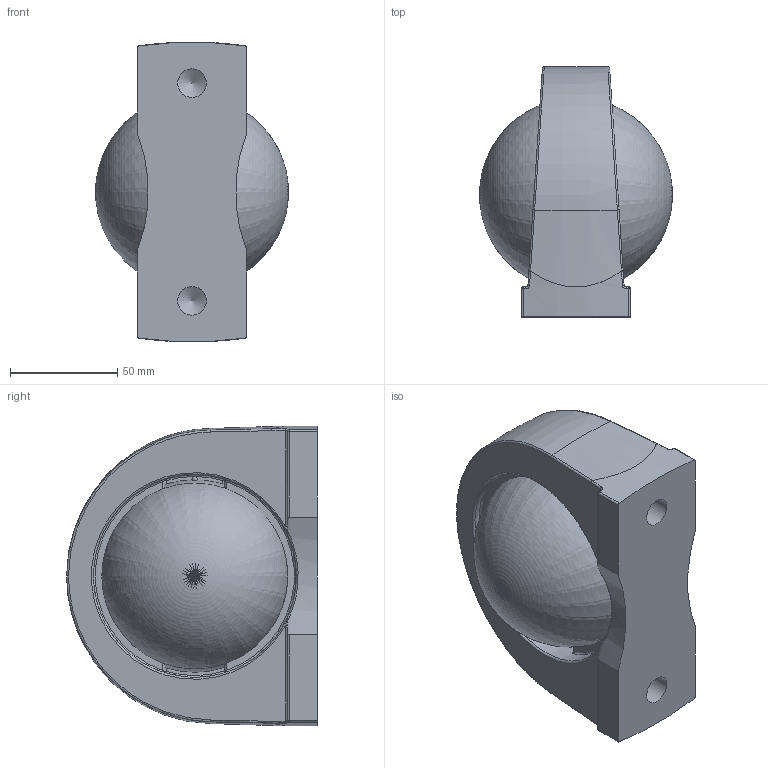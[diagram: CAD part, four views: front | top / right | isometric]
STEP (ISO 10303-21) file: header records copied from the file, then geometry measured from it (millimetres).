
FILE_DESCRIPTION(/* description */ ('Alibre Inc.'),/* implementation_level */ '2;1');
FILE_NAME(/* name */ 'export-D9C1144B-A1D6-4542-B43A-3813F1142E28',/* time_stamp */ '2020-05-18T14:55:43-07:00',/* author */ (''),/* organization */ (''),/* preprocessor_version */ 'ST-DEVELOPER v17',/* originating_system */ 'Alibre',/* authorisation */ '');
FILE_SCHEMA (('CONFIG_CONTROL_DESIGN'));
Length unit declared in the file: inch
Bounding box: 90 x 117 x 140 mm (x, y, z)
Volume: 383486.2 mm3; surface area: 186412.5 mm2
Topology: 17 solids, 18 shells, 172 faces, 413 edges, 249 vertices
Faces by surface type: cylinder 47, plane 47, bspline 26, sphere 23, torus 19, cone 10
Full cylindrical faces by diameter (mm): 8.382 x4, 13.386 x2, 50 x1, 61.722 x4, 62.23 x2, 81.28 x4, 94.741 x2, 100.1 x1
Entity records: 8264 total; most frequent: CARTESIAN_POINT 4431, ORIENTED_EDGE 592, DIRECTION 589, EDGE_CURVE 296, AXIS2_PLACEMENT_3D 283, FACE_BOUND 213, VERTEX_POINT 207, EDGE_LOOP 201
